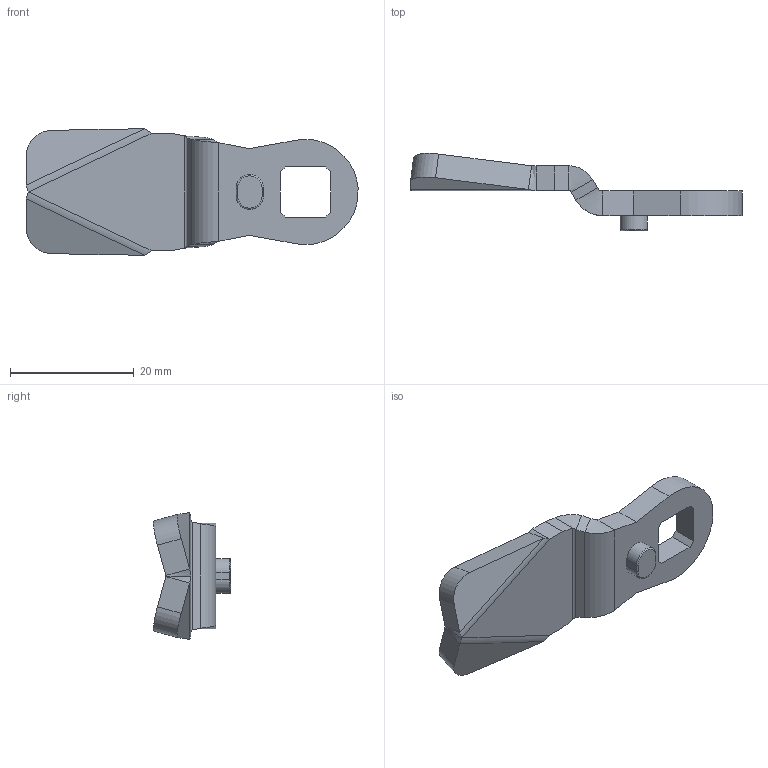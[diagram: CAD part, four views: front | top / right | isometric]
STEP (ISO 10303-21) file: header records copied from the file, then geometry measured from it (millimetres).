
FILE_DESCRIPTION((''),'2;1');
FILE_NAME('1000-15','2018-10-16T12:14:50',('NDF'),('EMKA Beschlagteile GmbH & CO KG'),'CREO PARAMETRIC BY PTC INC, 2017260','CREO PARAMETRIC BY PTC INC, 2017260','');
FILE_SCHEMA(('CONFIG_CONTROL_DESIGN','SHAPE_APPEARANCE_LAYERS_GROUPS'));
Length unit declared in the file: millimetre
Products named in the file (1): 1000-15
Bounding box: 53.59 x 12.46 x 20.43 mm (x, y, z)
Volume: 3479.7 mm3; surface area: 2481.6 mm2
Topology: 1 solids, 1 shells, 67 faces, 153 edges, 90 vertices
Faces by surface type: plane 38, cylinder 17, bspline 8, torus 4
Entity records: 2604 total; most frequent: CARTESIAN_POINT 600, ORIENTED_EDGE 306, DIRECTION 285, PRESENTATION_STYLE_ASSIGNMENT 154, STYLED_ITEM 154, CURVE_STYLE 153, EDGE_CURVE 153, VECTOR 115
